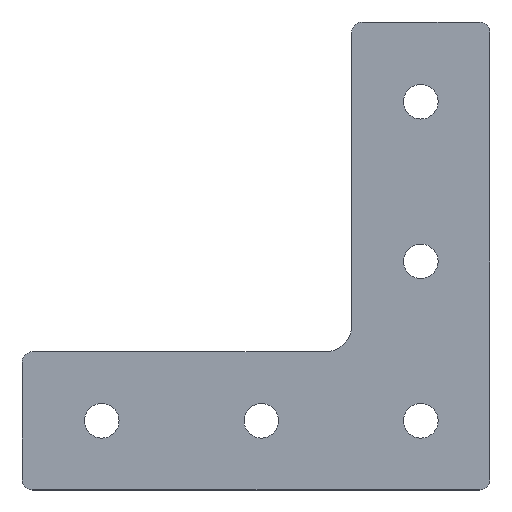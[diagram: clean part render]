
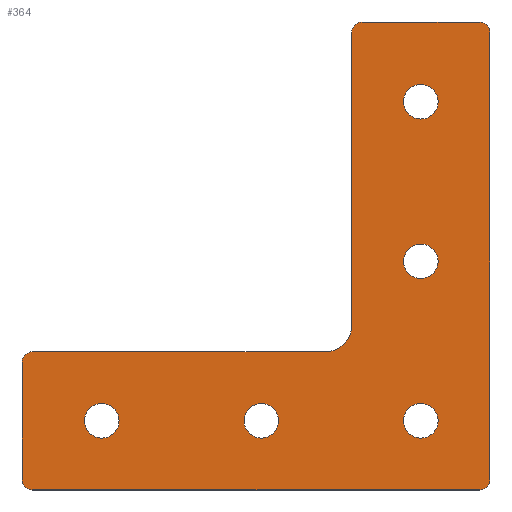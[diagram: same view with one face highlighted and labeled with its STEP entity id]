
A CAD part, top view. The second image highlights one B-rep face of the part: STEP entity #364.
In plain terms, the highlighted planar face has unit normal (0, 0, 1).
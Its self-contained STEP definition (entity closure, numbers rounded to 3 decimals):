
#15=FACE_BOUND('',#58,.T.);
#16=FACE_BOUND('',#59,.T.);
#17=FACE_BOUND('',#60,.T.);
#18=FACE_BOUND('',#61,.T.);
#19=FACE_BOUND('',#62,.T.);
#25=PLANE('',#413);
#38=FACE_OUTER_BOUND('',#57,.T.);
#57=EDGE_LOOP('',(#266,#267,#268,#269,#270,#271,#272,#273,#274,#275,#276,
#277));
#58=EDGE_LOOP('',(#278));
#59=EDGE_LOOP('',(#279));
#60=EDGE_LOOP('',(#280));
#61=EDGE_LOOP('',(#281));
#62=EDGE_LOOP('',(#282));
#86=LINE('',#588,#115);
#87=LINE('',#592,#116);
#88=LINE('',#596,#117);
#89=LINE('',#600,#118);
#90=LINE('',#604,#119);
#91=LINE('',#607,#120);
#115=VECTOR('',#480,1000.);
#116=VECTOR('',#483,1000.);
#117=VECTOR('',#486,1000.);
#118=VECTOR('',#489,1000.);
#119=VECTOR('',#492,1000.);
#120=VECTOR('',#495,1000.);
#139=CIRCLE('',#399,3.25);
#141=CIRCLE('',#402,3.25);
#143=CIRCLE('',#405,3.25);
#145=CIRCLE('',#408,3.25);
#147=CIRCLE('',#411,3.25);
#149=CIRCLE('',#414,2.);
#150=CIRCLE('',#415,2.);
#151=CIRCLE('',#416,5.);
#152=CIRCLE('',#417,2.);
#153=CIRCLE('',#418,2.);
#154=CIRCLE('',#419,2.);
#161=VERTEX_POINT('',#554);
#163=VERTEX_POINT('',#560);
#165=VERTEX_POINT('',#566);
#167=VERTEX_POINT('',#572);
#169=VERTEX_POINT('',#578);
#171=VERTEX_POINT('',#584);
#172=VERTEX_POINT('',#585);
#173=VERTEX_POINT('',#587);
#174=VERTEX_POINT('',#589);
#175=VERTEX_POINT('',#591);
#176=VERTEX_POINT('',#593);
#177=VERTEX_POINT('',#595);
#178=VERTEX_POINT('',#597);
#179=VERTEX_POINT('',#599);
#180=VERTEX_POINT('',#601);
#181=VERTEX_POINT('',#603);
#182=VERTEX_POINT('',#605);
#195=EDGE_CURVE('',#161,#161,#139,.T.);
#198=EDGE_CURVE('',#163,#163,#141,.T.);
#201=EDGE_CURVE('',#165,#165,#143,.T.);
#204=EDGE_CURVE('',#167,#167,#145,.T.);
#207=EDGE_CURVE('',#169,#169,#147,.T.);
#210=EDGE_CURVE('',#171,#172,#149,.T.);
#211=EDGE_CURVE('',#172,#173,#86,.T.);
#212=EDGE_CURVE('',#173,#174,#150,.T.);
#213=EDGE_CURVE('',#174,#175,#87,.T.);
#214=EDGE_CURVE('',#175,#176,#151,.T.);
#215=EDGE_CURVE('',#176,#177,#88,.T.);
#216=EDGE_CURVE('',#177,#178,#152,.T.);
#217=EDGE_CURVE('',#178,#179,#89,.T.);
#218=EDGE_CURVE('',#179,#180,#153,.T.);
#219=EDGE_CURVE('',#180,#181,#90,.T.);
#220=EDGE_CURVE('',#181,#182,#154,.T.);
#221=EDGE_CURVE('',#182,#171,#91,.T.);
#266=ORIENTED_EDGE('',*,*,#210,.T.);
#267=ORIENTED_EDGE('',*,*,#211,.T.);
#268=ORIENTED_EDGE('',*,*,#212,.T.);
#269=ORIENTED_EDGE('',*,*,#213,.T.);
#270=ORIENTED_EDGE('',*,*,#214,.T.);
#271=ORIENTED_EDGE('',*,*,#215,.T.);
#272=ORIENTED_EDGE('',*,*,#216,.T.);
#273=ORIENTED_EDGE('',*,*,#217,.T.);
#274=ORIENTED_EDGE('',*,*,#218,.T.);
#275=ORIENTED_EDGE('',*,*,#219,.T.);
#276=ORIENTED_EDGE('',*,*,#220,.T.);
#277=ORIENTED_EDGE('',*,*,#221,.T.);
#278=ORIENTED_EDGE('',*,*,#207,.F.);
#279=ORIENTED_EDGE('',*,*,#201,.F.);
#280=ORIENTED_EDGE('',*,*,#195,.F.);
#281=ORIENTED_EDGE('',*,*,#198,.F.);
#282=ORIENTED_EDGE('',*,*,#204,.F.);
#364=ADVANCED_FACE('',(#38,#15,#16,#17,#18,#19),#25,.T.);
#399=AXIS2_PLACEMENT_3D('',#555,#443,#444);
#402=AXIS2_PLACEMENT_3D('',#561,#450,#451);
#405=AXIS2_PLACEMENT_3D('',#567,#457,#458);
#408=AXIS2_PLACEMENT_3D('',#573,#464,#465);
#411=AXIS2_PLACEMENT_3D('',#579,#471,#472);
#413=AXIS2_PLACEMENT_3D('',#583,#476,#477);
#414=AXIS2_PLACEMENT_3D('',#586,#478,#479);
#415=AXIS2_PLACEMENT_3D('',#590,#481,#482);
#416=AXIS2_PLACEMENT_3D('',#594,#484,#485);
#417=AXIS2_PLACEMENT_3D('',#598,#487,#488);
#418=AXIS2_PLACEMENT_3D('',#602,#490,#491);
#419=AXIS2_PLACEMENT_3D('',#606,#493,#494);
#443=DIRECTION('center_axis',(0.,0.,1.));
#444=DIRECTION('ref_axis',(1.,0.,0.));
#450=DIRECTION('center_axis',(0.,0.,1.));
#451=DIRECTION('ref_axis',(1.,0.,0.));
#457=DIRECTION('center_axis',(0.,0.,1.));
#458=DIRECTION('ref_axis',(1.,0.,0.));
#464=DIRECTION('center_axis',(0.,0.,1.));
#465=DIRECTION('ref_axis',(1.,0.,0.));
#471=DIRECTION('center_axis',(0.,0.,1.));
#472=DIRECTION('ref_axis',(1.,0.,0.));
#476=DIRECTION('center_axis',(0.,0.,1.));
#477=DIRECTION('ref_axis',(1.,0.,0.));
#478=DIRECTION('center_axis',(0.,0.,1.));
#479=DIRECTION('ref_axis',(1.,0.,0.));
#480=DIRECTION('',(-1.,0.,0.));
#481=DIRECTION('center_axis',(0.,0.,1.));
#482=DIRECTION('ref_axis',(1.,0.,0.));
#483=DIRECTION('',(0.,-1.,0.));
#484=DIRECTION('center_axis',(0.,0.,-1.));
#485=DIRECTION('ref_axis',(1.,0.,0.));
#486=DIRECTION('',(-1.,0.,0.));
#487=DIRECTION('center_axis',(0.,0.,1.));
#488=DIRECTION('ref_axis',(1.,0.,0.));
#489=DIRECTION('',(0.,-1.,0.));
#490=DIRECTION('center_axis',(0.,0.,1.));
#491=DIRECTION('ref_axis',(1.,0.,0.));
#492=DIRECTION('',(1.,0.,0.));
#493=DIRECTION('center_axis',(0.,0.,1.));
#494=DIRECTION('ref_axis',(1.,0.,0.));
#495=DIRECTION('',(0.,1.,0.));
#554=CARTESIAN_POINT('',(3.25,60.,2.));
#555=CARTESIAN_POINT('Origin',(0.,60.,2.));
#560=CARTESIAN_POINT('',(3.25,30.,2.));
#561=CARTESIAN_POINT('Origin',(0.,30.,2.));
#566=CARTESIAN_POINT('',(-56.75,0.,2.));
#567=CARTESIAN_POINT('Origin',(-60.,0.,2.));
#572=CARTESIAN_POINT('',(-26.75,0.,2.));
#573=CARTESIAN_POINT('Origin',(-30.,0.,2.));
#578=CARTESIAN_POINT('',(3.25,0.,2.));
#579=CARTESIAN_POINT('Origin',(0.,0.,2.));
#583=CARTESIAN_POINT('Origin',(11.,73.,2.));
#584=CARTESIAN_POINT('',(13.,73.,2.));
#585=CARTESIAN_POINT('',(11.,75.,2.));
#586=CARTESIAN_POINT('Origin',(11.,73.,2.));
#587=CARTESIAN_POINT('',(-11.,75.,2.));
#588=CARTESIAN_POINT('',(11.,75.,2.));
#589=CARTESIAN_POINT('',(-13.,73.,2.));
#590=CARTESIAN_POINT('Origin',(-11.,73.,2.));
#591=CARTESIAN_POINT('',(-13.,18.,2.));
#592=CARTESIAN_POINT('',(-13.,73.,2.));
#593=CARTESIAN_POINT('',(-18.,13.,2.));
#594=CARTESIAN_POINT('Origin',(-18.,18.,2.));
#595=CARTESIAN_POINT('',(-73.,13.,2.));
#596=CARTESIAN_POINT('',(-18.,13.,2.));
#597=CARTESIAN_POINT('',(-75.,11.,2.));
#598=CARTESIAN_POINT('Origin',(-73.,11.,2.));
#599=CARTESIAN_POINT('',(-75.,-11.,2.));
#600=CARTESIAN_POINT('',(-75.,11.,2.));
#601=CARTESIAN_POINT('',(-73.,-13.,2.));
#602=CARTESIAN_POINT('Origin',(-73.,-11.,2.));
#603=CARTESIAN_POINT('',(11.,-13.,2.));
#604=CARTESIAN_POINT('',(11.,-13.,2.));
#605=CARTESIAN_POINT('',(13.,-11.,2.));
#606=CARTESIAN_POINT('Origin',(11.,-11.,2.));
#607=CARTESIAN_POINT('',(13.,73.,2.));
